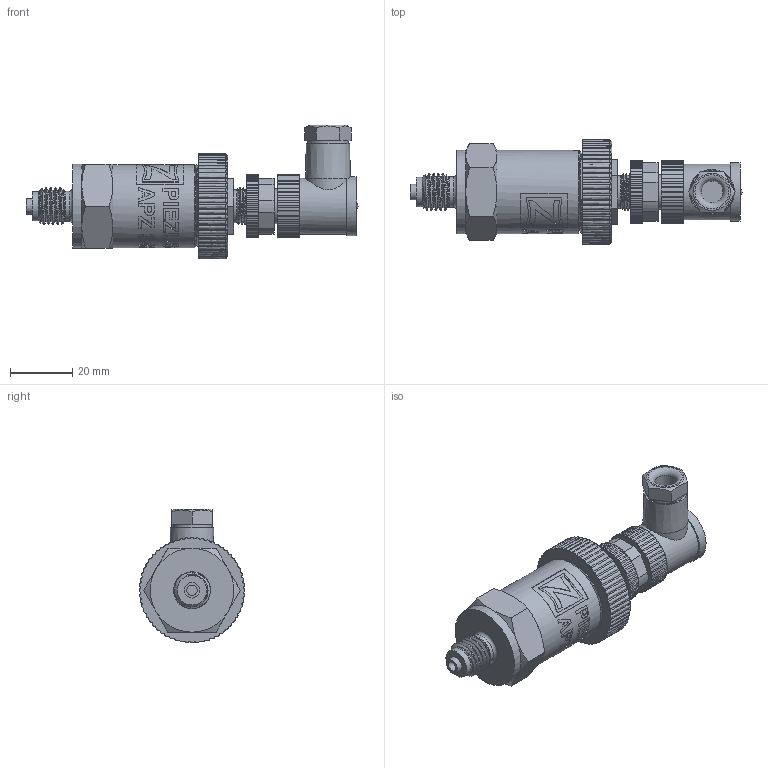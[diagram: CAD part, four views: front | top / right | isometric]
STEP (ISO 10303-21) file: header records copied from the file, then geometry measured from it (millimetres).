
FILE_DESCRIPTION(/* description */ (''),/* implementation_level */ '2;1');
FILE_NAME(/* name */ 'APZ3421_M12x1,5EN_M12x1-angular.step',/* time_stamp */ '2021-06-23T14:46:22+03:00',/* author */ (''),/* organization */ (''),/* preprocessor_version */ 'ST-DEVELOPER v18.1',/* originating_system */ 'Autodesk Translation Framework v10.9.0.1377',/* authorisation */ '');
FILE_SCHEMA (('AUTOMOTIVE_DESIGN { 1 0 10303 214 3 1 1 }'));
Products named in the file (6): APZ3421_M12x1,5EN_M12x1-angular; M12x1,5 EN; OMAL nut M27x1.5 v8; M12x1 male v16; Ш100.000.002 v4; M12x1 female angular v10
Assembly tree (5 placements, depth 2):
  APZ3421_M12x1,5EN_M12x1-angular
    M12x1,5 EN
    OMAL nut M27x1.5 v8
    M12x1 male v16
    Ш100.000.002 v4
    M12x1 female angular v10
Bounding box: 107.07 x 34 x 43.2 mm (x, y, z)
Volume: 47129.6 mm3; surface area: 19387.8 mm2
Topology: 16 solids, 16 shells, 968 faces, 2719 edges, 1829 vertices
Faces by surface type: bspline 433, cylinder 330, plane 169, cone 30, torus 5, sphere 1
Full cylindrical faces by diameter (mm): 1 x12, 1.5 x4, 3.3 x1, 5 x1, 7 x1, 8 x1, 8.2 x1, 9.471 x2, 9.5 x1, 9.8 x1, 10.137 x4, 10.6 x2, 10.741 x6, 11.035 x4, 11.156 x1, 11.85 x3, 11.884 x5, 12.152 x4, 13 x1, 14 x1, 14.137 x4, 14.526 x3, 15.85 x3, 16.203 x3, 18 x1, 19 x1, 21.4 x2, 22.3 x1, 22.4 x1, 24.5 x1
Entity records: 69466 total; most frequent: CARTESIAN_POINT 46910, ORIENTED_EDGE 5438, DIRECTION 3412, EDGE_CURVE 2719, VERTEX_POINT 1829, AXIS2_PLACEMENT_3D 1181, LINE 1050, VECTOR 1050
